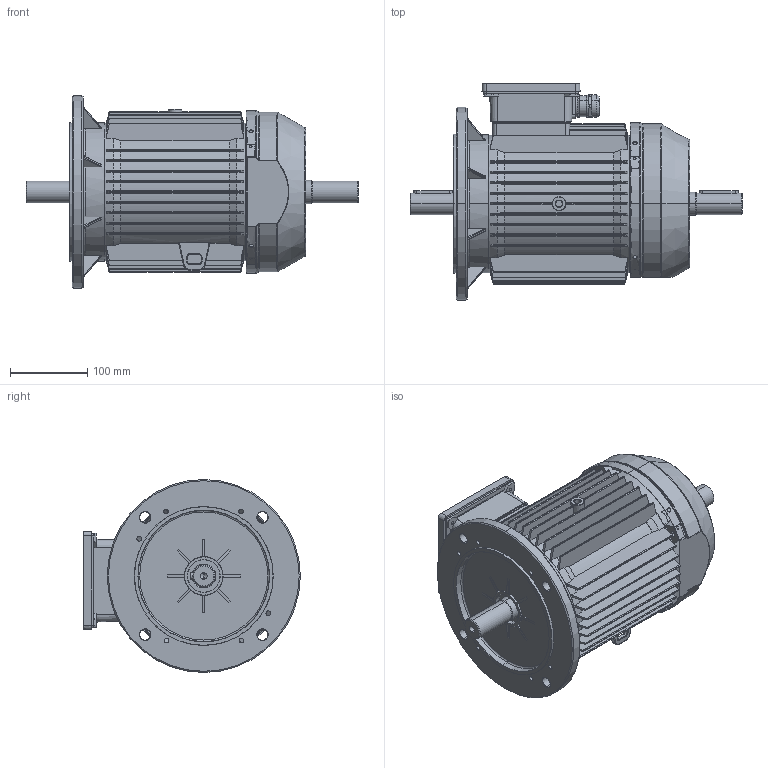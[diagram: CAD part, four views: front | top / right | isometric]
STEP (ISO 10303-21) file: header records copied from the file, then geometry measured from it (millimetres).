
FILE_DESCRIPTION (( 'STEP AP214' ), '1' );
FILE_NAME ('FCA 100L-B5-IC411-2-4-6-8 POLES-DOUBLE SHAFT.STEP', '2024-10-09T12:11:13', ( '' ), ( '' ), 'SwSTEP 2.0', 'SolidWorks 2024', '' );
FILE_SCHEMA (( 'AUTOMOTIVE_DESIGN' ));
Length unit declared in the file: millimetre
Products named in the file (15): Coprimorsettiera tipo 100_Passante doppio; Coperchio scatola morsetti tipo 100; PRESSACAVO M25; parallel_din_Parallel key A8 x 7 x 50 DIN 6885; Scudo C100-112T posteriore; Morsettiera 56-36; Copriventola tipo 100; Carcassa 100-112MT-B5; Guarnizione scatola-motore tipo 100; Albero C100L - Autoventilato; Guarnizione scatola-coperchio tipo 100; GRUPPO COPRIMORSETTIERA 100L; Flangia FC100-112T_Cuscinetto_6206; Tappo M25; FCA 100L-B5-IC411-2-4-6-8 POLES-DOUBLE SHAFT
Assembly tree (17 placements, depth 3):
  FCA 100L-B5-IC411-2-4-6-8 POLES-DOUBLE SHAFT
    Albero C100L - Autoventilato  x2
    Flangia FC100-112T_Cuscinetto_6206
    Scudo C100-112T posteriore
    Morsettiera 56-36
    Copriventola tipo 100
    parallel_din_Parallel key A8 x 7 x 50 DIN 6885  x2
    Carcassa 100-112MT-B5
    GRUPPO COPRIMORSETTIERA 100L
      Coprimorsettiera tipo 100_Passante doppio
      Coperchio scatola morsetti tipo 100
      Guarnizione scatola-coperchio tipo 100
      PRESSACAVO M25
      Tappo M25  x2
      Guarnizione scatola-motore tipo 100
Bounding box: 430 x 280.5 x 250 mm (x, y, z)
Volume: 2456699.6 mm3; surface area: 1046774.9 mm2
Topology: 16 solids, 17 shells, 4188 faces, 11153 edges, 7086 vertices
Faces by surface type: plane 1655, cylinder 1053, cone 558, torus 527, bspline 379, sphere 16
Entity records: 147175 total; most frequent: CARTESIAN_POINT 48818, ORIENTED_EDGE 21710, DIRECTION 18871, EDGE_CURVE 10855, AXIS2_PLACEMENT_3D 6986, VERTEX_POINT 6910, VECTOR 4899, LINE 4899
